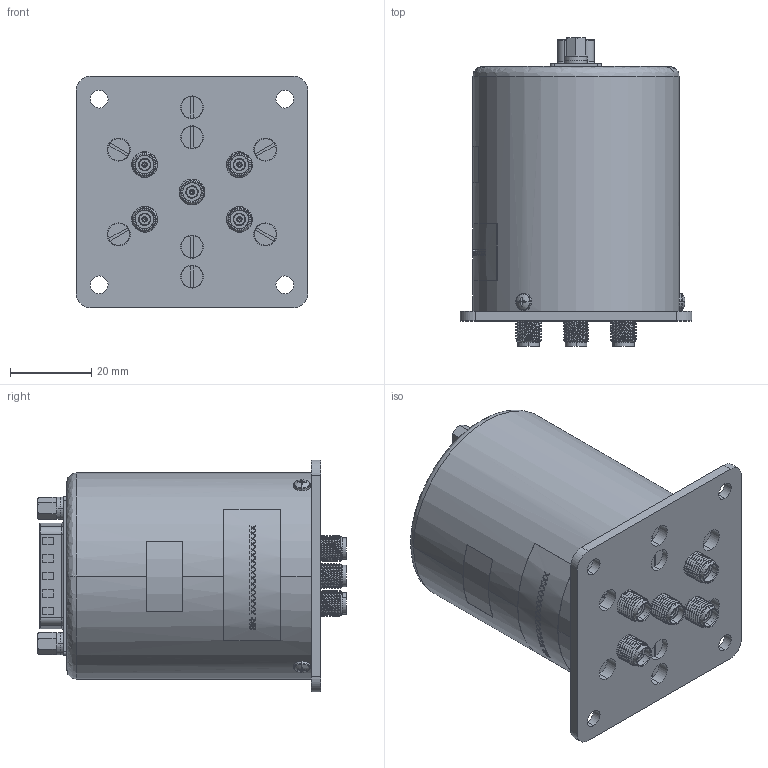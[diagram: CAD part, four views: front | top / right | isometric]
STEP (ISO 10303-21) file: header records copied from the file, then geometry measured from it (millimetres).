
FILE_DESCRIPTION (( 'STEP AP214' ), '1' );
FILE_NAME ('FMSW6564_3D.step', '2023-02-17T21:45:53', ( '' ), ( '' ), 'SwSTEP 2.0', 'SolidWorks 2022', '' );
FILE_SCHEMA (( 'AUTOMOTIVE_DESIGN' ));
Length unit declared in the file: inch
Products named in the file (10): A12066001-e360_5; K16029002_2; A16L24Y01-CST_3; A12075Y04_-203_2; K16L20_4T; A16L61008_-001_4; FMSW6564_3D; K16L21006_defeature; 15P mela-D-SUB CUP 172E-015-103_2; 15P+H2.375+D2
Assembly tree (23 placements, depth 3):
  FMSW6564_3D
    K16L20_4T
      K16L21006_defeature
      A16L24Y01-CST_3  x8
      K16029002_2  x5
    A12075Y04_-203_2  x3
    15P+H2.375+D2
      A16L61008_-001_4
      15P mela-D-SUB CUP 172E-015-103_2
      A12066001-e360_5  x2
Bounding box: 57.15 x 76.07 x 57.15 mm (x, y, z)
Volume: 24123.2 mm3; surface area: 37822.7 mm2
Topology: 35 solids, 35 shells, 1765 faces, 4349 edges, 2806 vertices
Faces by surface type: cylinder 623, plane 603, bspline 420, cone 119
Entity records: 50126 total; most frequent: CARTESIAN_POINT 20437, ORIENTED_EDGE 5806, DIRECTION 4174, EDGE_CURVE 2903, VERTEX_POINT 1881, AXIS2_PLACEMENT_3D 1590, EDGE_LOOP 1312, FACE_OUTER_BOUND 1162
